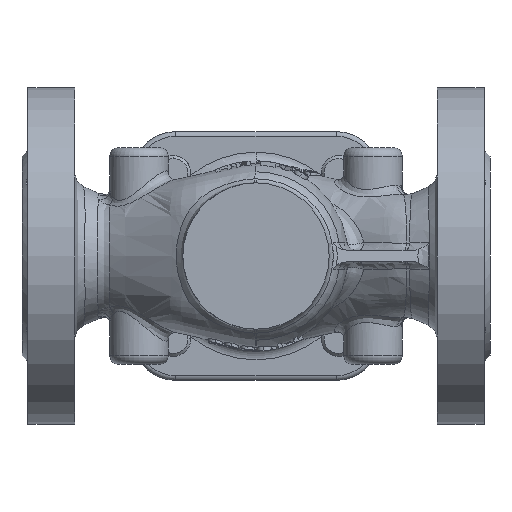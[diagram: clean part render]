
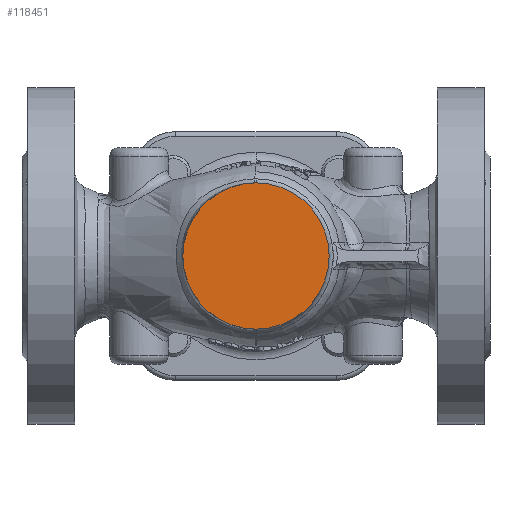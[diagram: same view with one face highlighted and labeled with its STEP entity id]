
A CAD part, front view. The second image highlights one B-rep face of the part: STEP entity #118451.
In plain terms, the highlighted planar face has unit normal (0, -1, 0).
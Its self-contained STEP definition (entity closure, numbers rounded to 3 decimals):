
#1837 = CARTESIAN_POINT ( 'NONE',  ( 0., -58., -25. ) ) ;
#23348 = DIRECTION ( 'NONE',  ( 0., 1., 0. ) ) ;
#24443 = AXIS2_PLACEMENT_3D ( 'NONE', #127486, #42330, #141778 ) ;
#28066 = AXIS2_PLACEMENT_3D ( 'NONE', #108576, #23348, #122828 ) ;
#29832 = FACE_OUTER_BOUND ( 'NONE', #57991, .T. ) ;
#42330 = DIRECTION ( 'NONE',  ( 0., 1., 0. ) ) ;
#48162 = CIRCLE ( 'NONE', #24443, 25. ) ;
#52768 = CIRCLE ( 'NONE', #28066, 25. ) ;
#57991 = EDGE_LOOP ( 'NONE', ( #84395, #122802 ) ) ;
#58414 = DIRECTION ( 'NONE',  ( 0., 0., 1. ) ) ;
#84395 = ORIENTED_EDGE ( 'NONE', *, *, #172161, .F. ) ;
#97159 = VERTEX_POINT ( 'NONE', #112988 ) ;
#100767 = CARTESIAN_POINT ( 'NONE',  ( 0., -58., 0. ) ) ;
#101985 = EDGE_CURVE ( 'NONE', #143555, #97159, #48162, .T. ) ;
#108576 = CARTESIAN_POINT ( 'NONE',  ( 0., -58., 0. ) ) ;
#112988 = CARTESIAN_POINT ( 'NONE',  ( 0., -58., 25. ) ) ;
#118451 = ADVANCED_FACE ( 'NONE', ( #29832 ), #142353, .T. ) ;
#122802 = ORIENTED_EDGE ( 'NONE', *, *, #101985, .F. ) ;
#122828 = DIRECTION ( 'NONE',  ( 0., 0., -1. ) ) ;
#127486 = CARTESIAN_POINT ( 'NONE',  ( 0., -58., 0. ) ) ;
#141778 = DIRECTION ( 'NONE',  ( 0., 0., -1. ) ) ;
#142353 = PLANE ( 'NONE',  #153654 ) ;
#143555 = VERTEX_POINT ( 'NONE', #1837 ) ;
#143562 = DIRECTION ( 'NONE',  ( 0., -1., 0. ) ) ;
#153654 = AXIS2_PLACEMENT_3D ( 'NONE', #100767, #143562, #58414 ) ;
#172161 = EDGE_CURVE ( 'NONE', #97159, #143555, #52768, .T. ) ;
